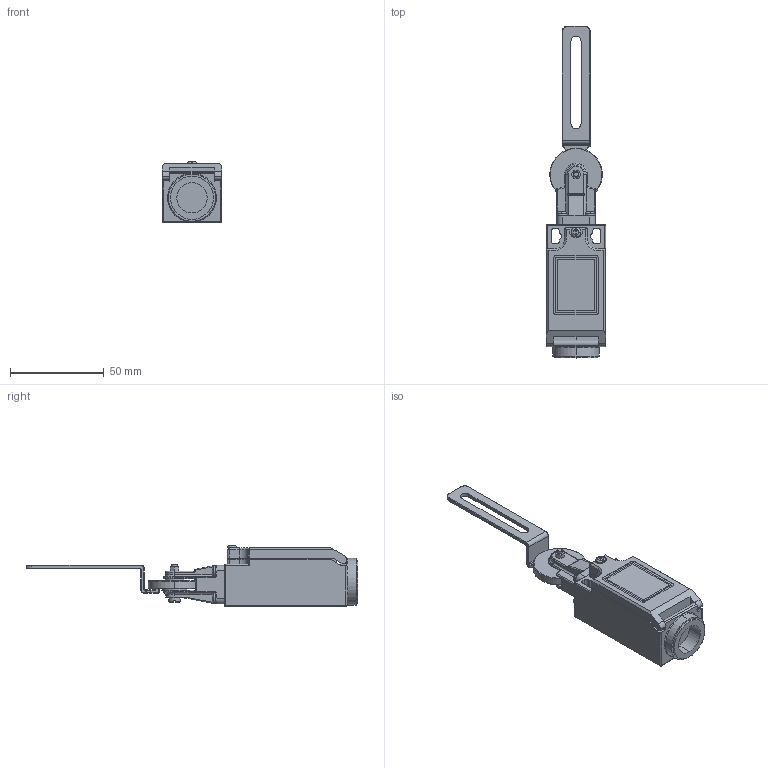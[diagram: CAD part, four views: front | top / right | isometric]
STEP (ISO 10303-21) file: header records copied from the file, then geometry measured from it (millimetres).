
FILE_DESCRIPTION (( 'STEP AP214' ), '1' );
FILE_NAME ('IDIS-192008.STEP', '2014-06-19T15:39:04', ( '' ), ( '' ), 'SwSTEP 2.0', 'SolidWorks 2013', '' );
FILE_SCHEMA (( 'AUTOMOTIVE_DESIGN' ));
Length unit declared in the file: millimetre
Products named in the file (1): IDIS-192008
Bounding box: 31.5 x 176.7 x 32.2 mm (x, y, z)
Volume: 67552.2 mm3; surface area: 21014.5 mm2
Topology: 1 solids, 3 shells, 668 faces, 1686 edges, 1009 vertices
Faces by surface type: plane 270, cylinder 240, torus 72, bspline 57, sphere 20, cone 9
Entity records: 26034 total; most frequent: CARTESIAN_POINT 6007, ORIENTED_EDGE 3316, DIRECTION 3228, EDGE_CURVE 1658, AXIS2_PLACEMENT_3D 1182, VERTEX_POINT 1009, LINE 864, VECTOR 864
